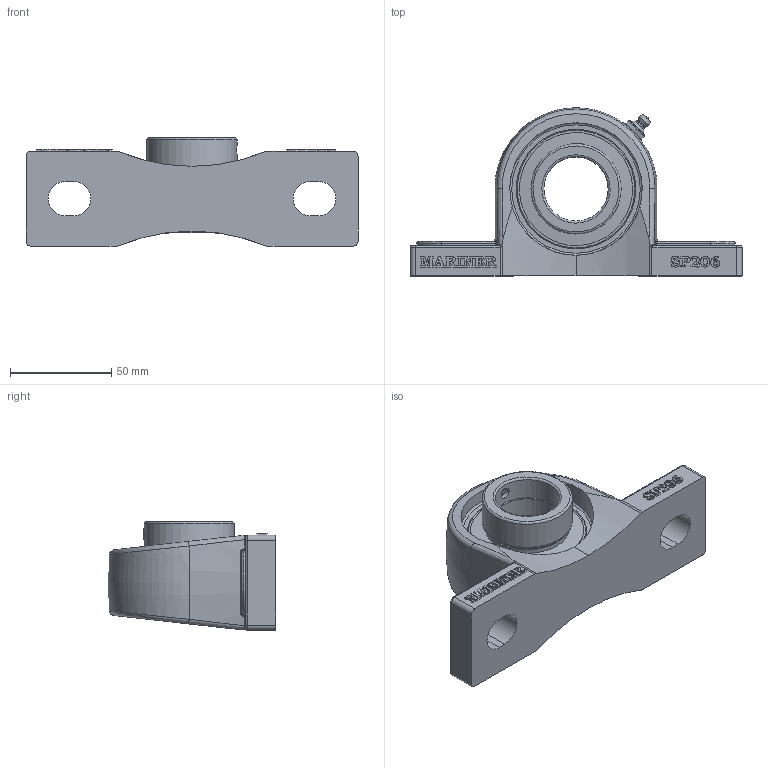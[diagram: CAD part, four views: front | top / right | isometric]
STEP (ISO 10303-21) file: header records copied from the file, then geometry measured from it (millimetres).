
FILE_DESCRIPTION(('HOOPS Exchange Step'),'2;1');
FILE_NAME('export-C6BAF4F3-D1C6-418C-A770-69D4EDA505FA.stp','2019-12-13T14:09:48-08:00',('ibuslach'),('Alibre'),'HOOPS Exchange 2019.2','Alibre','Unknown authorisation');
FILE_SCHEMA( ('AP242_MANAGED_MODEL_BASED_3D_ENGINEERING_MIM_LF {1 0 10303 442 1 1 4 }') );
Length unit declared in the file: centimetre
Products named in the file (8): MRN SP 206; ZERK 6mm; SNC 206 SHIELD; SNC 206-20 COLLAR; SNC 206-20 RACES; SUC 206 SS; MRN SNC 206-20; MRN SNCP 206-20
Assembly tree (8 placements, depth 3):
  MRN SNCP 206-20
    MRN SP 206
    ZERK 6mm
    MRN SNC 206-20
      SNC 206 SHIELD  x2
      SNC 206-20 COLLAR
      SNC 206-20 RACES
      SUC 206 SS
Bounding box: 164 x 82.95 x 53.6 mm (x, y, z)
Volume: 198818.8 mm3; surface area: 65447.3 mm2
Topology: 8 solids, 8 shells, 661 faces, 1838 edges, 1206 vertices
Faces by surface type: plane 250, extrusion 240, cylinder 78, torus 31, cone 30, bspline 24, sphere 8
Full cylindrical faces by diameter (mm): 2.506 x2, 5 x1, 5.359 x7, 6 x1, 31.75 x2, 37.643 x2, 40.323 x4, 41.338 x2, 44.501 x1, 51.397 x2, 55.88 x2, 65.428 x2
Entity records: 32722 total; most frequent: CARTESIAN_POINT 16809, ORIENTED_EDGE 3620, DIRECTION 2518, EDGE_CURVE 1810, VERTEX_POINT 1192, VECTOR 1162, LINE 922, B_SPLINE_CURVE_WITH_KNOTS 840
